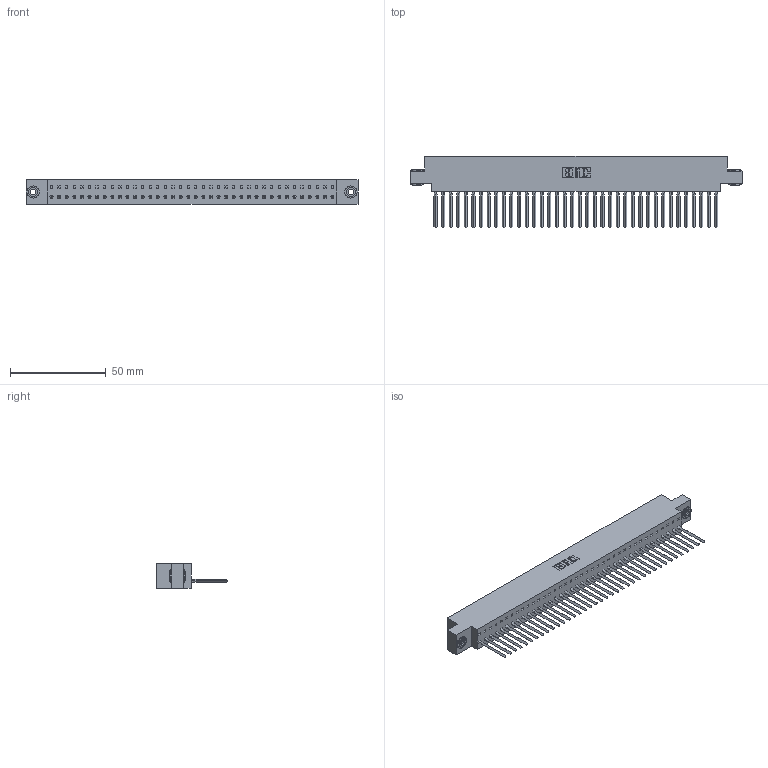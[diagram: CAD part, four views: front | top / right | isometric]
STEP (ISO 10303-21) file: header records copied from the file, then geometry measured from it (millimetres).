
FILE_DESCRIPTION (( 'STEP AP203' ), '1' );
FILE_NAME ('317-038-541-603.STEP', '2020-02-27T23:27:53', ( '' ), ( '' ), 'SwSTEP 2.0', 'SolidWorks 2016', '' );
FILE_SCHEMA (( 'CONFIG_CONTROL_DESIGN' ));
Length unit declared in the file: inch
Products named in the file (4): 317 Part_.156 Dia - TH; 345-250-002_345-250-002-102; 317-038-541-603; 317-290-002_541
Assembly tree (41 placements, depth 2):
  317-038-541-603
    317 Part_.156 Dia - TH
    317-290-002_541  x38
    345-250-002_345-250-002-102  x2
Bounding box: 173.28 x 37.34 x 12.7 mm (x, y, z)
Volume: 27996.4 mm3; surface area: 39642.1 mm2
Topology: 41 solids, 41 shells, 5916 faces, 16843 edges, 10946 vertices
Faces by surface type: plane 4780, cylinder 976, bspline 152, cone 8
Entity records: 56469 total; most frequent: CARTESIAN_POINT 10646, ORIENTED_EDGE 9930, DIRECTION 8195, EDGE_CURVE 4965, LINE 4577, VECTOR 4577, VERTEX_POINT 3300, AXIS2_PLACEMENT_3D 1809
